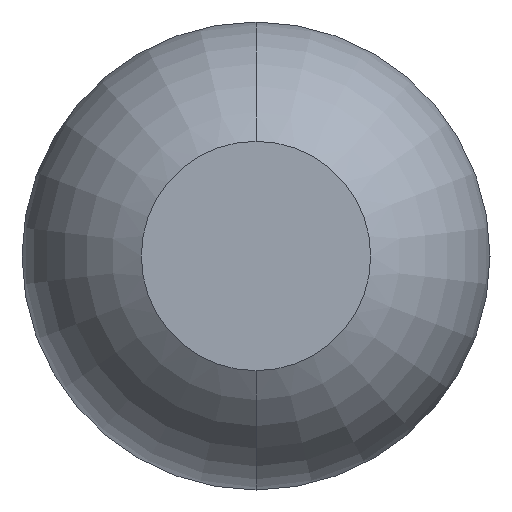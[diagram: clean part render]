
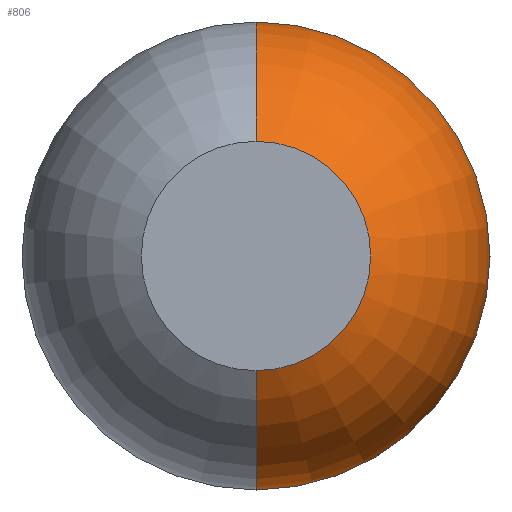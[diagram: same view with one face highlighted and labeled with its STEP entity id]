
A CAD part, front view. The second image highlights one B-rep face of the part: STEP entity #806.
In plain terms, the highlighted toroidal (fillet/blend) face has major radius 0.01 mm and minor radius 0.5 mm.
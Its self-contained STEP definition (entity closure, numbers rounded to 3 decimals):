
#18 = CARTESIAN_POINT ( 'NONE',  ( 0., -24.961, -0.01 ) ) ;
#357 = CARTESIAN_POINT ( 'NONE',  ( 0., -25.4, 0.25 ) ) ;
#414 = CIRCLE ( 'NONE', #2087, 0.5 ) ;
#704 = VERTEX_POINT ( 'NONE', #2627 ) ;
#806 = ADVANCED_FACE ( 'Defeature ausgef�hrt1_0', ( #1702 ), #3032, .T. ) ;
#921 = ORIENTED_EDGE ( 'NONE', *, *, #2691, .F. ) ;
#1265 = VERTEX_POINT ( 'NONE', #357 ) ;
#1380 = DIRECTION ( 'NONE',  ( 0., 0., -1. ) ) ;
#1518 = CARTESIAN_POINT ( 'NONE',  ( 0., -24.961, 0. ) ) ;
#1547 = CARTESIAN_POINT ( 'NONE',  ( 0., -24.961, 0.01 ) ) ;
#1680 = CARTESIAN_POINT ( 'NONE',  ( 0., -25.4, -0.25 ) ) ;
#1690 = AXIS2_PLACEMENT_3D ( 'NONE', #1518, #3603, #2124 ) ;
#1702 = FACE_OUTER_BOUND ( 'NONE', #2772, .T. ) ;
#1960 = VERTEX_POINT ( 'NONE', #3826 ) ;
#2057 = CARTESIAN_POINT ( 'NONE',  ( 0., -25.4, 0. ) ) ;
#2065 = CIRCLE ( 'NONE', #3698, 0.25 ) ;
#2078 = CIRCLE ( 'NONE', #3156, 0.5 ) ;
#2087 = AXIS2_PLACEMENT_3D ( 'NONE', #18, #2732, #3306 ) ;
#2122 = EDGE_CURVE ( 'Defeature ausgef�hrt1_0+Defeature ausgef�hrt1_12+Defeature ausgef�hrt1_12+Defeature ausgef�hrt1_12', #1265, #2406, #2065, .T. ) ;
#2124 = DIRECTION ( 'NONE',  ( 0., 0., -1. ) ) ;
#2379 = DIRECTION ( 'NONE',  ( 0., 1., 0. ) ) ;
#2394 = DIRECTION ( 'NONE',  ( 0., 0., -1. ) ) ;
#2406 = VERTEX_POINT ( 'NONE', #1680 ) ;
#2458 = ORIENTED_EDGE ( 'NONE', *, *, #3581, .T. ) ;
#2627 = CARTESIAN_POINT ( 'NONE',  ( 0., -24.961, -0.51 ) ) ;
#2662 = DIRECTION ( 'NONE',  ( 0., 0., 1. ) ) ;
#2686 = DIRECTION ( 'NONE',  ( 1., 0., 0. ) ) ;
#2691 = EDGE_CURVE ( 'NONE', #704, #2406, #414, .T. ) ;
#2732 = DIRECTION ( 'NONE',  ( -1., 0., 0. ) ) ;
#2772 = EDGE_LOOP ( 'NONE', ( #3540, #2458, #3394, #921 ) ) ;
#3032 = TOROIDAL_SURFACE ( 'NONE', #1690, 0.01, 0.5 ) ;
#3143 = EDGE_CURVE ( 'Defeature ausgef�hrt1_0+Defeature ausgef�hrt1_6+Defeature ausgef�hrt1_6+Defeature ausgef�hrt1_6', #704, #1960, #3243, .T. ) ;
#3147 = DIRECTION ( 'NONE',  ( 0., -1., 0. ) ) ;
#3156 = AXIS2_PLACEMENT_3D ( 'NONE', #1547, #2686, #2394 ) ;
#3243 = CIRCLE ( 'NONE', #3557, 0.51 ) ;
#3306 = DIRECTION ( 'NONE',  ( 0., 0., 1. ) ) ;
#3394 = ORIENTED_EDGE ( 'NONE', *, *, #2122, .T. ) ;
#3448 = CARTESIAN_POINT ( 'NONE',  ( 0., -24.961, 0. ) ) ;
#3540 = ORIENTED_EDGE ( 'NONE', *, *, #3143, .T. ) ;
#3557 = AXIS2_PLACEMENT_3D ( 'NONE', #3448, #3147, #1380 ) ;
#3581 = EDGE_CURVE ( 'NONE', #1960, #1265, #2078, .T. ) ;
#3603 = DIRECTION ( 'NONE',  ( 0., -1., 0. ) ) ;
#3698 = AXIS2_PLACEMENT_3D ( 'NONE', #2057, #2379, #2662 ) ;
#3826 = CARTESIAN_POINT ( 'NONE',  ( 0., -24.961, 0.51 ) ) ;
